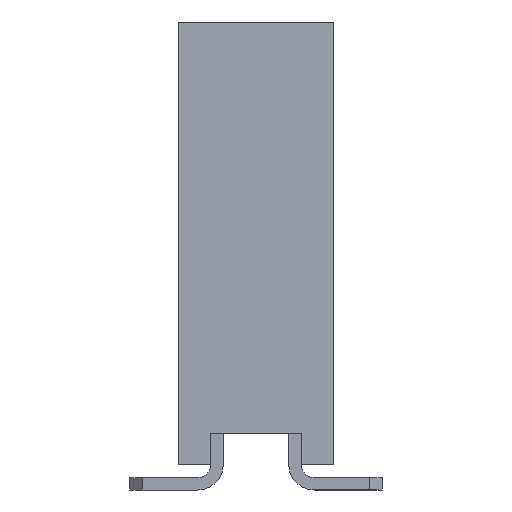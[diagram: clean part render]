
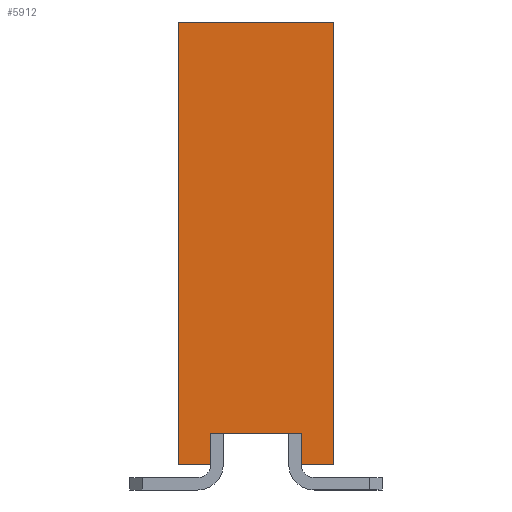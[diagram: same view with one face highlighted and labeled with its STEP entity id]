
A CAD part, left-side view. The second image highlights one B-rep face of the part: STEP entity #5912.
In plain terms, the highlighted planar face has unit normal (-1, 0, 0).
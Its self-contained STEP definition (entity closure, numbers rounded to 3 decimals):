
#518=ORIENTED_EDGE('',*,*,#2218,.F.);
#519=ORIENTED_EDGE('',*,*,#2219,.F.);
#520=ORIENTED_EDGE('',*,*,#2220,.F.);
#521=ORIENTED_EDGE('',*,*,#1931,.T.);
#522=ORIENTED_EDGE('',*,*,#2221,.T.);
#523=ORIENTED_EDGE('',*,*,#2222,.F.);
#524=ORIENTED_EDGE('',*,*,#2223,.F.);
#525=ORIENTED_EDGE('',*,*,#2216,.F.);
#1931=EDGE_CURVE('',#2782,#2781,#3317,.T.);
#2216=EDGE_CURVE('',#3066,#3067,#3602,.T.);
#2218=EDGE_CURVE('',#3068,#3066,#3604,.T.);
#2219=EDGE_CURVE('',#3069,#3068,#3605,.T.);
#2220=EDGE_CURVE('',#2782,#3069,#3606,.T.);
#2221=EDGE_CURVE('',#2781,#3070,#3607,.T.);
#2222=EDGE_CURVE('',#3071,#3070,#3608,.T.);
#2223=EDGE_CURVE('',#3067,#3071,#3609,.T.);
#2781=VERTEX_POINT('',#8244);
#2782=VERTEX_POINT('',#8246);
#3066=VERTEX_POINT('',#8855);
#3067=VERTEX_POINT('',#8857);
#3068=VERTEX_POINT('',#8861);
#3069=VERTEX_POINT('',#8863);
#3070=VERTEX_POINT('',#8866);
#3071=VERTEX_POINT('',#8868);
#3317=LINE('',#8245,#4111);
#3602=LINE('',#8856,#4396);
#3604=LINE('',#8860,#4398);
#3605=LINE('',#8862,#4399);
#3606=LINE('',#8864,#4400);
#3607=LINE('',#8865,#4401);
#3608=LINE('',#8867,#4402);
#3609=LINE('',#8869,#4403);
#4111=VECTOR('',#6643,1000.);
#4396=VECTOR('',#7010,1000.);
#4398=VECTOR('',#7014,1000.);
#4399=VECTOR('',#7015,1000.);
#4400=VECTOR('',#7016,1000.);
#4401=VECTOR('',#7017,1000.);
#4402=VECTOR('',#7018,1000.);
#4403=VECTOR('',#7019,1000.);
#4946=EDGE_LOOP('',(#518,#519,#520,#521,#522,#523,#524,#525));
#5304=FACE_BOUND('',#4946,.T.);
#5622=PLANE('',#6257);
#5912=ADVANCED_FACE('',(#5304),#5622,.F.);
#6257=AXIS2_PLACEMENT_3D('',#8859,#7012,#7013);
#6643=DIRECTION('',(0.,1.,0.));
#7010=DIRECTION('',(0.,1.,0.));
#7012=DIRECTION('',(1.,0.,0.));
#7013=DIRECTION('',(0.,0.,-1.));
#7014=DIRECTION('',(0.,0.,1.));
#7015=DIRECTION('',(0.,1.,0.));
#7016=DIRECTION('',(0.,0.,-1.));
#7017=DIRECTION('',(0.,0.,-1.));
#7018=DIRECTION('',(0.,1.,0.));
#7019=DIRECTION('',(0.,0.,-1.));
#8244=CARTESIAN_POINT('',(-25.65,1.25,3.55));
#8245=CARTESIAN_POINT('',(-25.65,-1.25,3.55));
#8246=CARTESIAN_POINT('',(-25.65,-1.25,3.55));
#8855=CARTESIAN_POINT('',(-25.65,-0.725,-3.05));
#8856=CARTESIAN_POINT('',(-25.65,-1.25,-3.05));
#8857=CARTESIAN_POINT('',(-25.65,0.725,-3.05));
#8859=CARTESIAN_POINT('',(-25.65,-1.25,3.55));
#8860=CARTESIAN_POINT('',(-25.65,-0.725,3.55));
#8861=CARTESIAN_POINT('',(-25.65,-0.725,-3.55));
#8862=CARTESIAN_POINT('',(-25.65,-1.25,-3.55));
#8863=CARTESIAN_POINT('',(-25.65,-1.25,-3.55));
#8864=CARTESIAN_POINT('',(-25.65,-1.25,3.55));
#8865=CARTESIAN_POINT('',(-25.65,1.25,3.55));
#8866=CARTESIAN_POINT('',(-25.65,1.25,-3.55));
#8867=CARTESIAN_POINT('',(-25.65,-1.25,-3.55));
#8868=CARTESIAN_POINT('',(-25.65,0.725,-3.55));
#8869=CARTESIAN_POINT('',(-25.65,0.725,3.55));
